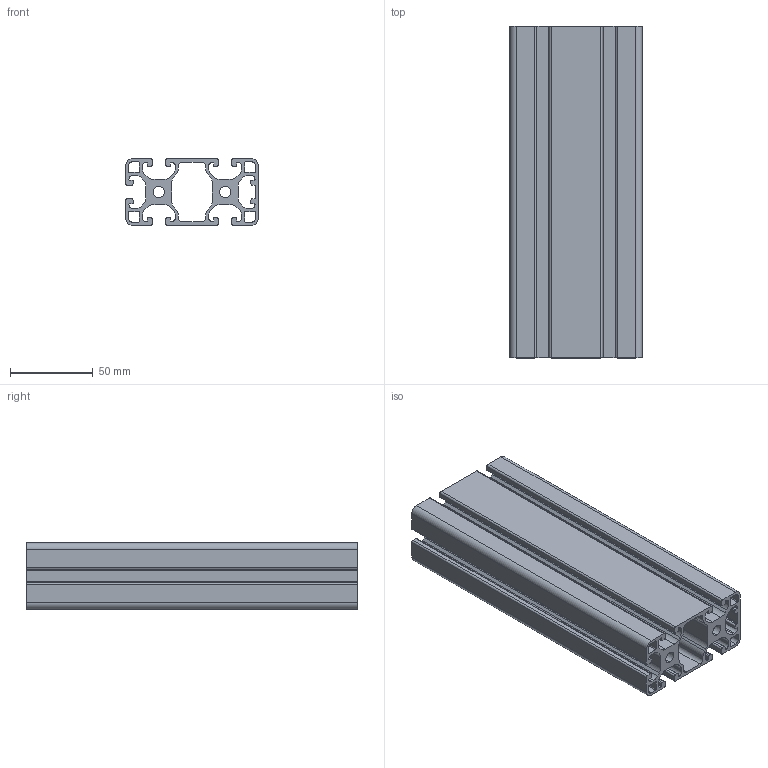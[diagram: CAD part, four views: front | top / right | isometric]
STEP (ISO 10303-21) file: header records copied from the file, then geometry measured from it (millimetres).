
FILE_DESCRIPTION (( 'STEP AP203' ), '1' );
FILE_NAME ('281804961_c_1.STEP', '2022-10-28T00:53:55', ( '' ), ( '' ), 'SwSTEP 2.0', 'SolidWorks 2014', '' );
FILE_SCHEMA (( 'CONFIG_CONTROL_DESIGN' ));
Length unit declared in the file: millimetre
Products named in the file (1): 281804961_c_1
Bounding box: 80 x 200 x 40 mm (x, y, z)
Volume: 226189.8 mm3; surface area: 157627.5 mm2
Topology: 1 solids, 1 shells, 236 faces, 702 edges, 468 vertices
Faces by surface type: cylinder 120, plane 116
Entity records: 8095 total; most frequent: DIRECTION 1416, CARTESIAN_POINT 1407, ORIENTED_EDGE 1404, EDGE_CURVE 702, AXIS2_PLACEMENT_3D 477, VERTEX_POINT 468, LINE 462, VECTOR 462
